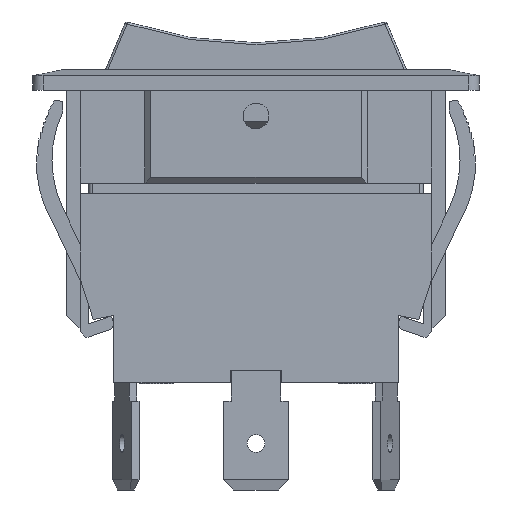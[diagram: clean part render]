
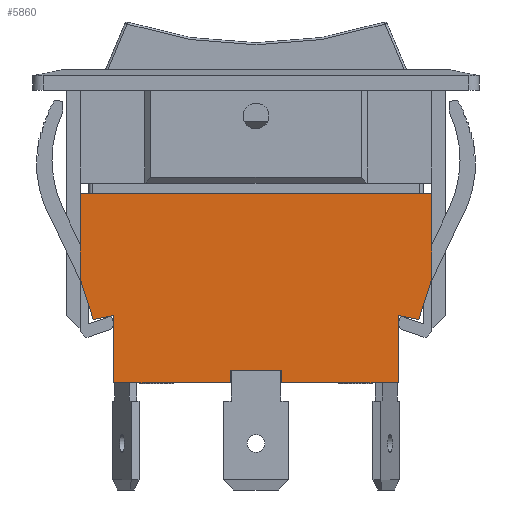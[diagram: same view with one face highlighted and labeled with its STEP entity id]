
A CAD part, front view. The second image highlights one B-rep face of the part: STEP entity #5860.
In plain terms, the highlighted planar face has unit normal (0, -1, 0).
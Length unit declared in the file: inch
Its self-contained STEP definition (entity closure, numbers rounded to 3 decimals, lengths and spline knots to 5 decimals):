
#5678=CARTESIAN_POINT('',(-0.66929,-0.38386,0.3937));
#5679=VERTEX_POINT('',#5678);
#5686=CARTESIAN_POINT('',(-0.66929,-0.38386,0.72047));
#5687=VERTEX_POINT('',#5686);
#5688=CARTESIAN_POINT('',(-0.66929,-0.38386,0.3937));
#5689=DIRECTION('',(0.0,0.0,1.0));
#5690=VECTOR('',#5689,0.32677);
#5691=LINE('',#5688,#5690);
#5692=EDGE_CURVE('',#5679,#5687,#5691,.T.);
#5730=CARTESIAN_POINT('',(0.66929,-0.38386,0.72047));
#5731=VERTEX_POINT('',#5730);
#5732=CARTESIAN_POINT('',(0.66929,-0.38386,0.72047));
#5733=DIRECTION('',(-1.0,0.0,0.0));
#5734=VECTOR('',#5733,1.33858);
#5735=LINE('',#5732,#5734);
#5736=EDGE_CURVE('',#5731,#5687,#5735,.T.);
#5757=CARTESIAN_POINT('',(0.73622,-0.38386,-0.03602));
#5758=DIRECTION('',(0.0,-1.0,0.0));
#5759=DIRECTION('',(0.0,0.0,-1.0));
#5760=AXIS2_PLACEMENT_3D('',#5757,#5758,#5759);
#5761=PLANE('',#5760);
#5762=ORIENTED_EDGE('',*,*,#5736,.T.);
#5763=ORIENTED_EDGE('',*,*,#5692,.F.);
#5764=CARTESIAN_POINT('',(-0.62008,-0.38386,0.24016));
#5765=VERTEX_POINT('',#5764);
#5766=CARTESIAN_POINT('',(-0.66929,-0.38386,0.3937));
#5767=DIRECTION('',(0.305,0.0,-0.952));
#5768=VECTOR('',#5767,0.16124);
#5769=LINE('',#5766,#5768);
#5770=EDGE_CURVE('',#5679,#5765,#5769,.T.);
#5771=ORIENTED_EDGE('',*,*,#5770,.T.);
#5772=CARTESIAN_POINT('',(-0.54134,-0.38386,0.25591));
#5773=VERTEX_POINT('',#5772);
#5774=CARTESIAN_POINT('',(-0.62008,-0.38386,0.24016));
#5775=DIRECTION('',(0.981,0.0,0.196));
#5776=VECTOR('',#5775,0.0803);
#5777=LINE('',#5774,#5776);
#5778=EDGE_CURVE('',#5765,#5773,#5777,.T.);
#5779=ORIENTED_EDGE('',*,*,#5778,.T.);
#5780=CARTESIAN_POINT('',(-0.54134,-0.38386,0.));
#5781=VERTEX_POINT('',#5780);
#5782=CARTESIAN_POINT('',(-0.54134,-0.38386,0.25591));
#5783=DIRECTION('',(0.0,0.0,-1.0));
#5784=VECTOR('',#5783,0.25591);
#5785=LINE('',#5782,#5784);
#5786=EDGE_CURVE('',#5773,#5781,#5785,.T.);
#5787=ORIENTED_EDGE('',*,*,#5786,.T.);
#5788=CARTESIAN_POINT('',(-0.09843,-0.38386,0.));
#5789=VERTEX_POINT('',#5788);
#5790=CARTESIAN_POINT('',(-0.09843,-0.38386,0.));
#5791=DIRECTION('',(-1.0,0.0,0.0));
#5792=VECTOR('',#5791,0.44291);
#5793=LINE('',#5790,#5792);
#5794=EDGE_CURVE('',#5789,#5781,#5793,.T.);
#5795=ORIENTED_EDGE('',*,*,#5794,.F.);
#5796=CARTESIAN_POINT('',(-0.09843,-0.38386,0.04724));
#5797=VERTEX_POINT('',#5796);
#5798=CARTESIAN_POINT('',(-0.09843,-0.38386,0.));
#5799=DIRECTION('',(0.0,0.0,1.0));
#5800=VECTOR('',#5799,0.04724);
#5801=LINE('',#5798,#5800);
#5802=EDGE_CURVE('',#5789,#5797,#5801,.T.);
#5803=ORIENTED_EDGE('',*,*,#5802,.T.);
#5804=CARTESIAN_POINT('',(0.09843,-0.38386,0.04724));
#5805=VERTEX_POINT('',#5804);
#5806=CARTESIAN_POINT('',(-0.09843,-0.38386,0.04724));
#5807=DIRECTION('',(1.0,0.0,0.0));
#5808=VECTOR('',#5807,0.19685);
#5809=LINE('',#5806,#5808);
#5810=EDGE_CURVE('',#5797,#5805,#5809,.T.);
#5811=ORIENTED_EDGE('',*,*,#5810,.T.);
#5812=CARTESIAN_POINT('',(0.09843,-0.38386,0.));
#5813=VERTEX_POINT('',#5812);
#5814=CARTESIAN_POINT('',(0.09843,-0.38386,0.04724));
#5815=DIRECTION('',(0.0,0.0,-1.0));
#5816=VECTOR('',#5815,0.04724);
#5817=LINE('',#5814,#5816);
#5818=EDGE_CURVE('',#5805,#5813,#5817,.T.);
#5819=ORIENTED_EDGE('',*,*,#5818,.T.);
#5820=CARTESIAN_POINT('',(0.54134,-0.38386,0.));
#5821=VERTEX_POINT('',#5820);
#5822=CARTESIAN_POINT('',(0.54134,-0.38386,0.));
#5823=DIRECTION('',(-1.0,0.0,0.0));
#5824=VECTOR('',#5823,0.44291);
#5825=LINE('',#5822,#5824);
#5826=EDGE_CURVE('',#5821,#5813,#5825,.T.);
#5827=ORIENTED_EDGE('',*,*,#5826,.F.);
#5828=CARTESIAN_POINT('',(0.54134,-0.38386,0.25591));
#5829=VERTEX_POINT('',#5828);
#5830=CARTESIAN_POINT('',(0.54134,-0.38386,0.));
#5831=DIRECTION('',(0.0,0.0,1.0));
#5832=VECTOR('',#5831,0.25591);
#5833=LINE('',#5830,#5832);
#5834=EDGE_CURVE('',#5821,#5829,#5833,.T.);
#5835=ORIENTED_EDGE('',*,*,#5834,.T.);
#5836=CARTESIAN_POINT('',(0.62008,-0.38386,0.24016));
#5837=VERTEX_POINT('',#5836);
#5838=CARTESIAN_POINT('',(0.54134,-0.38386,0.25591));
#5839=DIRECTION('',(0.981,0.0,-0.196));
#5840=VECTOR('',#5839,0.0803);
#5841=LINE('',#5838,#5840);
#5842=EDGE_CURVE('',#5829,#5837,#5841,.T.);
#5843=ORIENTED_EDGE('',*,*,#5842,.T.);
#5844=CARTESIAN_POINT('',(0.66929,-0.38386,0.3937));
#5845=VERTEX_POINT('',#5844);
#5846=CARTESIAN_POINT('',(0.62008,-0.38386,0.24016));
#5847=DIRECTION('',(0.305,0.0,0.952));
#5848=VECTOR('',#5847,0.16124);
#5849=LINE('',#5846,#5848);
#5850=EDGE_CURVE('',#5837,#5845,#5849,.T.);
#5851=ORIENTED_EDGE('',*,*,#5850,.T.);
#5852=CARTESIAN_POINT('',(0.66929,-0.38386,0.3937));
#5853=DIRECTION('',(0.0,0.0,1.0));
#5854=VECTOR('',#5853,0.32677);
#5855=LINE('',#5852,#5854);
#5856=EDGE_CURVE('',#5845,#5731,#5855,.T.);
#5857=ORIENTED_EDGE('',*,*,#5856,.T.);
#5858=EDGE_LOOP('',(#5762,#5763,#5771,#5779,#5787,#5795,#5803,#5811,#5819,#5827,#5835,#5843,#5851,#5857));
#5859=FACE_OUTER_BOUND('',#5858,.T.);
#5860=ADVANCED_FACE('',(#5859),#5761,.T.);
